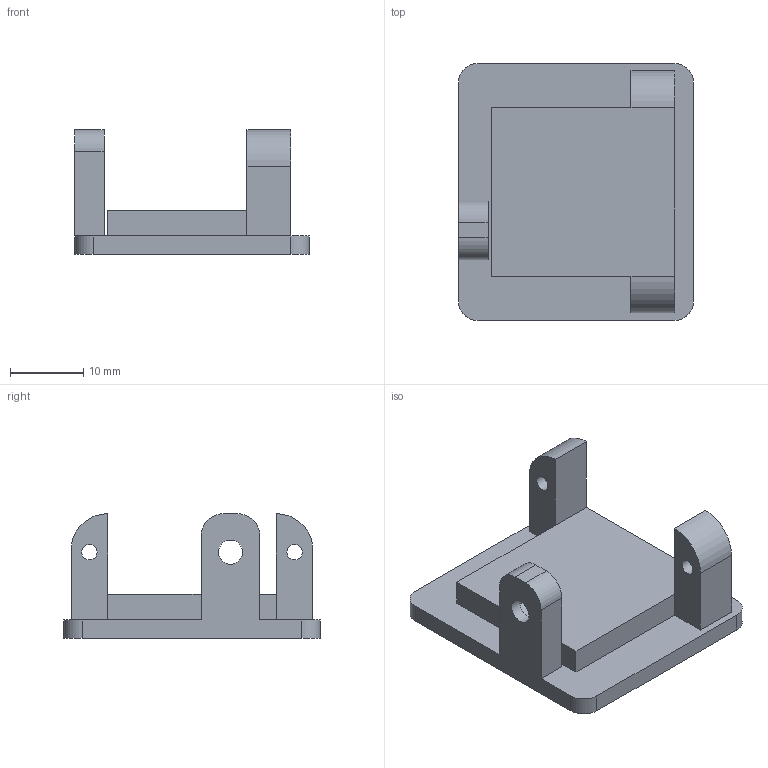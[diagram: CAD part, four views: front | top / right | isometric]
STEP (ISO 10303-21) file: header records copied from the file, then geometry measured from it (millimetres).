
FILE_DESCRIPTION(/* description */ (''),/* implementation_level */ '2;1');
FILE_NAME(/* name */ 'Sensor Mount v7.step',/* time_stamp */ '2025-04-08T18:14:26+10:00',/* author */ (''),/* organization */ (''),/* preprocessor_version */ 'ST-DEVELOPER v20.1',/* originating_system */ 'Autodesk Translation Framework v14.4.0.0',/* authorisation */ '');
FILE_SCHEMA (('AUTOMOTIVE_DESIGN { 1 0 10303 214 3 1 1 }'));
Length unit declared in the file: millimetre
Products named in the file (1): Sensor Mount
Bounding box: 32 x 35 x 17 mm (x, y, z)
Volume: 5920.9 mm3; surface area: 3842 mm2
Topology: 1 solids, 1 shells, 39 faces, 103 edges, 68 vertices
Faces by surface type: plane 28, cylinder 11
Full cylindrical faces by diameter (mm): 2.1 x2, 3.3 x1
Entity records: 1255 total; most frequent: CARTESIAN_POINT 211, ORIENTED_EDGE 206, DIRECTION 205, EDGE_CURVE 103, LINE 81, VECTOR 81, VERTEX_POINT 68, AXIS2_PLACEMENT_3D 62
